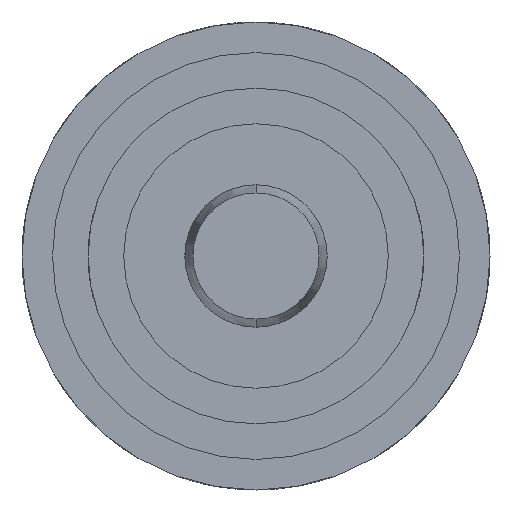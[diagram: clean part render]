
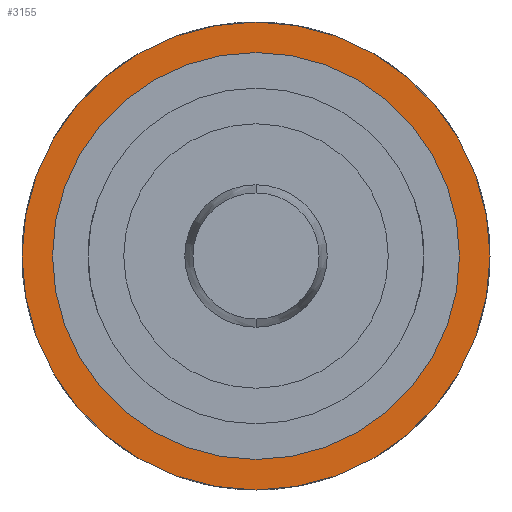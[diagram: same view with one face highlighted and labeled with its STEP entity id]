
A CAD part, front view. The second image highlights one B-rep face of the part: STEP entity #3155.
In plain terms, the highlighted planar face has unit normal (0, -1, 0).
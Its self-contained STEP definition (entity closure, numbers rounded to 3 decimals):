
#442 = CARTESIAN_POINT ( 'NONE',  ( 0., 35., 0. ) ) ;
#470 = DIRECTION ( 'NONE',  ( 0., -1., 0. ) ) ;
#563 = ORIENTED_EDGE ( 'NONE', *, *, #3003, .F. ) ;
#580 = CARTESIAN_POINT ( 'NONE',  ( 0., 35., -0.5 ) ) ;
#595 = DIRECTION ( 'NONE',  ( 0., 0., -1. ) ) ;
#843 = VERTEX_POINT ( 'NONE', #3000 ) ;
#985 = FACE_BOUND ( 'NONE', #2026, .T. ) ;
#991 = VERTEX_POINT ( 'NONE', #1038 ) ;
#1038 = CARTESIAN_POINT ( 'NONE',  ( 0., 35., 0.5 ) ) ;
#1300 = CIRCLE ( 'NONE', #1359, 0.5 ) ;
#1314 = EDGE_LOOP ( 'NONE', ( #2138, #3214 ) ) ;
#1318 = DIRECTION ( 'NONE',  ( 0., 0., -1. ) ) ;
#1359 = AXIS2_PLACEMENT_3D ( 'NONE', #3396, #1639, #1318 ) ;
#1468 = AXIS2_PLACEMENT_3D ( 'NONE', #1953, #4362, #3343 ) ;
#1639 = DIRECTION ( 'NONE',  ( 0., -1., 0. ) ) ;
#1707 = CIRCLE ( 'NONE', #2991, 1.15 ) ;
#1791 = DIRECTION ( 'NONE',  ( 0., 0., -1. ) ) ;
#1911 = CIRCLE ( 'NONE', #3118, 1.15 ) ;
#1953 = CARTESIAN_POINT ( 'NONE',  ( 0., 35., 0. ) ) ;
#2026 = EDGE_LOOP ( 'NONE', ( #563, #3024 ) ) ;
#2092 = CARTESIAN_POINT ( 'NONE',  ( 0.5, 35., 0. ) ) ;
#2138 = ORIENTED_EDGE ( 'NONE', *, *, #2556, .T. ) ;
#2556 = EDGE_CURVE ( 'Defeature ausgef�hrt4_13+Defeature ausgef�hrt4_14+Defeature ausgef�hrt4_14+Defeature ausgef�hrt4_14', #843, #4096, #1911, .T. ) ;
#2714 = CIRCLE ( 'NONE', #1468, 0.5 ) ;
#2741 = DIRECTION ( 'NONE',  ( 0., 0., -1. ) ) ;
#2746 = CARTESIAN_POINT ( 'NONE',  ( 0., 35., 1.15 ) ) ;
#2805 = DIRECTION ( 'NONE',  ( 0., -1., 0. ) ) ;
#2976 = DIRECTION ( 'NONE',  ( 0., -1., 0. ) ) ;
#2991 = AXIS2_PLACEMENT_3D ( 'NONE', #4354, #2976, #595 ) ;
#3000 = CARTESIAN_POINT ( 'NONE',  ( 0., 35., -1.15 ) ) ;
#3003 = EDGE_CURVE ( 'Defeature ausgef�hrt4_12+Defeature ausgef�hrt4_13+Defeature ausgef�hrt4_13+Defeature ausgef�hrt4_13', #4441, #991, #1300, .T. ) ;
#3024 = ORIENTED_EDGE ( 'NONE', *, *, #3863, .F. ) ;
#3118 = AXIS2_PLACEMENT_3D ( 'NONE', #442, #470, #1791 ) ;
#3155 = ADVANCED_FACE ( 'Defeature ausgef�hrt4_13', ( #3260, #985 ), #4180, .T. ) ;
#3214 = ORIENTED_EDGE ( 'NONE', *, *, #4332, .T. ) ;
#3260 = FACE_OUTER_BOUND ( 'NONE', #1314, .T. ) ;
#3343 = DIRECTION ( 'NONE',  ( 0., 0., -1. ) ) ;
#3396 = CARTESIAN_POINT ( 'NONE',  ( 0., 35., 0. ) ) ;
#3863 = EDGE_CURVE ( 'Defeature ausgef�hrt4_12+Defeature ausgef�hrt4_13+Defeature ausgef�hrt4_13+Defeature ausgef�hrt4_13', #991, #4441, #2714, .T. ) ;
#4096 = VERTEX_POINT ( 'NONE', #2746 ) ;
#4145 = AXIS2_PLACEMENT_3D ( 'NONE', #2092, #2805, #2741 ) ;
#4180 = PLANE ( 'NONE',  #4145 ) ;
#4332 = EDGE_CURVE ( 'Defeature ausgef�hrt4_13+Defeature ausgef�hrt4_14+Defeature ausgef�hrt4_14+Defeature ausgef�hrt4_14', #4096, #843, #1707, .T. ) ;
#4354 = CARTESIAN_POINT ( 'NONE',  ( 0., 35., 0. ) ) ;
#4362 = DIRECTION ( 'NONE',  ( 0., -1., 0. ) ) ;
#4441 = VERTEX_POINT ( 'NONE', #580 ) ;
